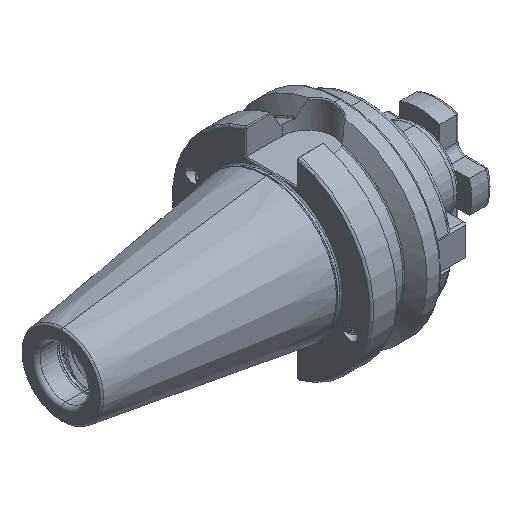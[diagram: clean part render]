
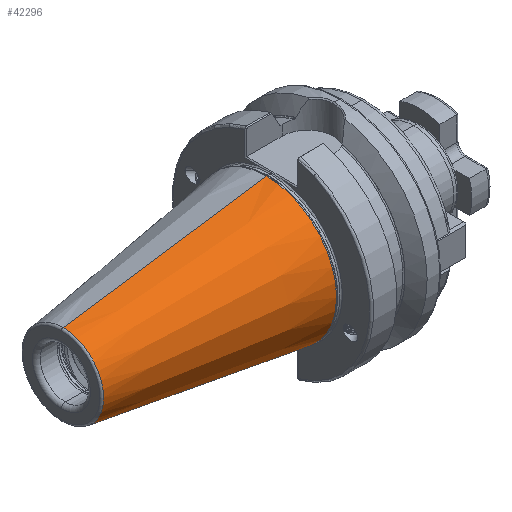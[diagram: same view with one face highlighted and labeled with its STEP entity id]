
A CAD part, isometric view. The second image highlights one B-rep face of the part: STEP entity #42296.
In plain terms, the highlighted conical face has half-angle 8.297 degrees and reference radius 34.998 mm.
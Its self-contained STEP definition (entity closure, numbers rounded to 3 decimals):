
#1515 = CIRCLE ( 'NONE', #3740, 20.204 ) ;
#1546 = CIRCLE ( 'NONE', #3863, 34.998 ) ;
#1693 = VECTOR ( 'NONE', #17662, 1000. ) ;
#1723 = LINE ( 'NONE', #17657, #1693 ) ;
#3552 = AXIS2_PLACEMENT_3D ( 'NONE', #27842, #27854, #27839 ) ;
#3740 = AXIS2_PLACEMENT_3D ( 'NONE', #24954, #24922, #24955 ) ;
#3863 = AXIS2_PLACEMENT_3D ( 'NONE', #25075, #25078, #25068 ) ;
#7317 = CARTESIAN_POINT ( 'NONE',  ( -103.944, 0., 20.204 ) ) ;
#7330 = CARTESIAN_POINT ( 'NONE',  ( -2.5, 0., -34.998 ) ) ;
#7341 = CARTESIAN_POINT ( 'NONE',  ( -103.944, 0., -20.204 ) ) ;
#7346 = CARTESIAN_POINT ( 'NONE',  ( -2.5, 0., 34.998 ) ) ;
#9665 = VERTEX_POINT ( 'NONE', #7330 ) ;
#9672 = VERTEX_POINT ( 'NONE', #7341 ) ;
#9679 = VERTEX_POINT ( 'NONE', #7317 ) ;
#9692 = VERTEX_POINT ( 'NONE', #7346 ) ;
#12839 = FACE_OUTER_BOUND ( 'NONE', #33271, .T. ) ;
#12922 = CONICAL_SURFACE ( 'NONE', #3552, 34.998, 0.145 ) ;
#14648 = CARTESIAN_POINT ( 'NONE',  ( -2.5, 0., -34.998 ) ) ;
#14655 = DIRECTION ( 'NONE',  ( 0.99, 0., -0.144 ) ) ;
#17657 = CARTESIAN_POINT ( 'NONE',  ( -2.5, 0., 34.998 ) ) ;
#17662 = DIRECTION ( 'NONE',  ( 0.99, 0., 0.144 ) ) ;
#20154 = VECTOR ( 'NONE', #14655, 1000. ) ;
#20167 = LINE ( 'NONE', #14648, #20154 ) ;
#24922 = DIRECTION ( 'NONE',  ( -1., 0., 0. ) ) ;
#24954 = CARTESIAN_POINT ( 'NONE',  ( -103.944, 0., 0. ) ) ;
#24955 = DIRECTION ( 'NONE',  ( 0., 0., 1. ) ) ;
#25068 = DIRECTION ( 'NONE',  ( 0., 0., 1. ) ) ;
#25075 = CARTESIAN_POINT ( 'NONE',  ( -2.5, 0., 0. ) ) ;
#25078 = DIRECTION ( 'NONE',  ( -1., 0., 0. ) ) ;
#27839 = DIRECTION ( 'NONE',  ( 0., 0., -1. ) ) ;
#27842 = CARTESIAN_POINT ( 'NONE',  ( -2.5, 0., 0. ) ) ;
#27854 = DIRECTION ( 'NONE',  ( 1., 0., 0. ) ) ;
#29835 = EDGE_CURVE ( 'NONE', #9672, #9665, #20167, .T. ) ;
#30600 = ORIENTED_EDGE ( 'NONE', *, *, #35496, .F. ) ;
#30632 = ORIENTED_EDGE ( 'NONE', *, *, #29835, .T. ) ;
#30645 = ORIENTED_EDGE ( 'NONE', *, *, #34968, .T. ) ;
#30646 = ORIENTED_EDGE ( 'NONE', *, *, #34907, .F. ) ;
#33271 = EDGE_LOOP ( 'NONE', ( #30600, #30646, #30632, #30645 ) ) ;
#34907 = EDGE_CURVE ( 'NONE', #9672, #9679, #1515, .T. ) ;
#34968 = EDGE_CURVE ( 'NONE', #9665, #9692, #1546, .T. ) ;
#35496 = EDGE_CURVE ( 'NONE', #9679, #9692, #1723, .T. ) ;
#42296 = ADVANCED_FACE ( 'NONE', ( #12839 ), #12922, .T. ) ;
